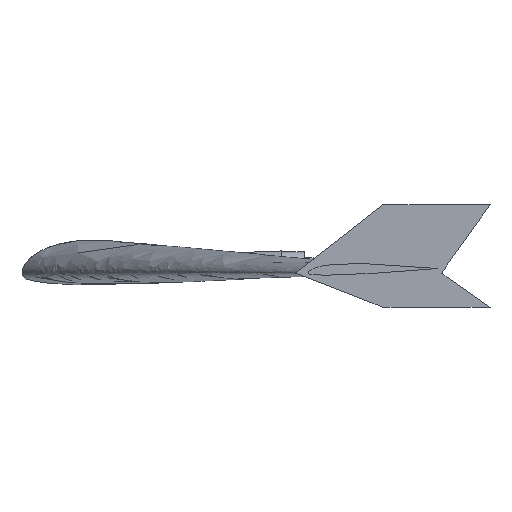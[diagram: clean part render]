
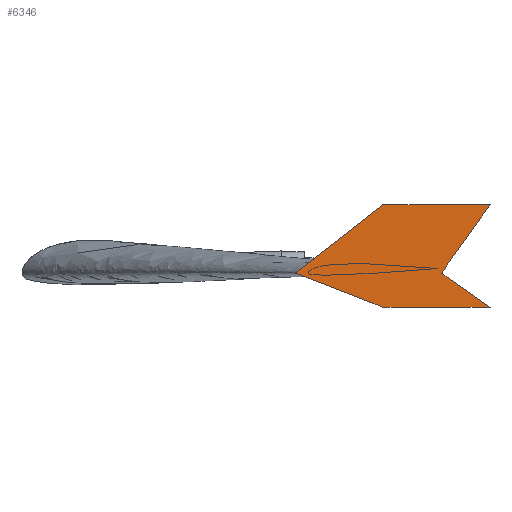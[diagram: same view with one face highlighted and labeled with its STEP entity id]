
A CAD part, front view. The second image highlights one B-rep face of the part: STEP entity #6346.
In plain terms, the highlighted planar face has unit normal (0, -1, 0).
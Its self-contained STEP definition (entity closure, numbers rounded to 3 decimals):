
#6243 = VERTEX_POINT('',#6244);
#6244 = CARTESIAN_POINT('',(0.457,-1.198,0.));
#6253 = SURFACE_OF_LINEAR_EXTRUSION('',#6254,#6262);
#6254 = B_SPLINE_CURVE_WITH_KNOTS('',1,(#6255,#6256,#6257,#6258,#6259,
    #6260,#6261),.UNSPECIFIED.,.T.,.F.,(2,1,1,1,1,1,2),(0.,
    0.483,1.033,1.338,1.768,
    2.318,2.888),.UNSPECIFIED.);
#6255 = CARTESIAN_POINT('',(0.457,-1.198,0.));
#6256 = CARTESIAN_POINT('',(0.603,-1.198,
    -0.057));
#6257 = CARTESIAN_POINT('',(0.782,-1.198,
    -0.057));
#6258 = CARTESIAN_POINT('',(0.701,-1.198,0.));
#6259 = CARTESIAN_POINT('',(0.782,-1.198,0.114
    ));
#6260 = CARTESIAN_POINT('',(0.603,-1.198,
    0.114));
#6261 = CARTESIAN_POINT('',(0.457,-1.198,0.));
#6262 = VECTOR('',#6263,1.);
#6263 = DIRECTION('',(-0.,-1.,0.));
#6313 = EDGE_CURVE('',#6243,#6243,#6314,.T.);
#6314 = SURFACE_CURVE('',#6315,(#6323,#6330),.PCURVE_S1.);
#6315 = B_SPLINE_CURVE_WITH_KNOTS('',1,(#6316,#6317,#6318,#6319,#6320,
    #6321,#6322),.UNSPECIFIED.,.T.,.F.,(2,1,1,1,1,1,2),(0.,
    0.483,1.033,1.338,1.768,
    2.318,2.888),.UNSPECIFIED.);
#6316 = CARTESIAN_POINT('',(0.457,-1.198,0.));
#6317 = CARTESIAN_POINT('',(0.603,-1.198,
    -0.057));
#6318 = CARTESIAN_POINT('',(0.782,-1.198,
    -0.057));
#6319 = CARTESIAN_POINT('',(0.701,-1.198,0.));
#6320 = CARTESIAN_POINT('',(0.782,-1.198,0.114
    ));
#6321 = CARTESIAN_POINT('',(0.603,-1.198,
    0.114));
#6322 = CARTESIAN_POINT('',(0.457,-1.198,0.));
#6323 = PCURVE('',#6253,#6324);
#6324 = DEFINITIONAL_REPRESENTATION('',(#6325),#6329);
#6325 = LINE('',#6326,#6327);
#6326 = CARTESIAN_POINT('',(0.,0.));
#6327 = VECTOR('',#6328,1.);
#6328 = DIRECTION('',(1.,0.));
#6329 = ( GEOMETRIC_REPRESENTATION_CONTEXT(2) 
PARAMETRIC_REPRESENTATION_CONTEXT() REPRESENTATION_CONTEXT('2D SPACE',''
  ) );
#6330 = PCURVE('',#6331,#6336);
#6331 = PLANE('',#6332);
#6332 = AXIS2_PLACEMENT_3D('',#6333,#6334,#6335);
#6333 = CARTESIAN_POINT('',(0.646,-1.198,
    0.023));
#6334 = DIRECTION('',(-0.,1.,0.));
#6335 = DIRECTION('',(-1.,0.,0.));
#6336 = DEFINITIONAL_REPRESENTATION('',(#6337),#6345);
#6337 = B_SPLINE_CURVE_WITH_KNOTS('',1,(#6338,#6339,#6340,#6341,#6342,
    #6343,#6344),.UNSPECIFIED.,.T.,.F.,(2,1,1,1,1,1,2),(0.,
    0.483,1.033,1.338,1.768,
    2.318,2.888),.UNSPECIFIED.);
#6338 = CARTESIAN_POINT('',(0.189,-0.023));
#6339 = CARTESIAN_POINT('',(0.043,-0.08));
#6340 = CARTESIAN_POINT('',(-0.136,-0.08));
#6341 = CARTESIAN_POINT('',(-0.055,-0.023));
#6342 = CARTESIAN_POINT('',(-0.136,0.091));
#6343 = CARTESIAN_POINT('',(0.043,0.091));
#6344 = CARTESIAN_POINT('',(0.189,-0.023));
#6345 = ( GEOMETRIC_REPRESENTATION_CONTEXT(2) 
PARAMETRIC_REPRESENTATION_CONTEXT() REPRESENTATION_CONTEXT('2D SPACE',''
  ) );
#6346 = ADVANCED_FACE('',(#6347),#6331,.F.);
#6347 = FACE_BOUND('',#6348,.T.);
#6348 = EDGE_LOOP('',(#6349));
#6349 = ORIENTED_EDGE('',*,*,#6313,.T.);
